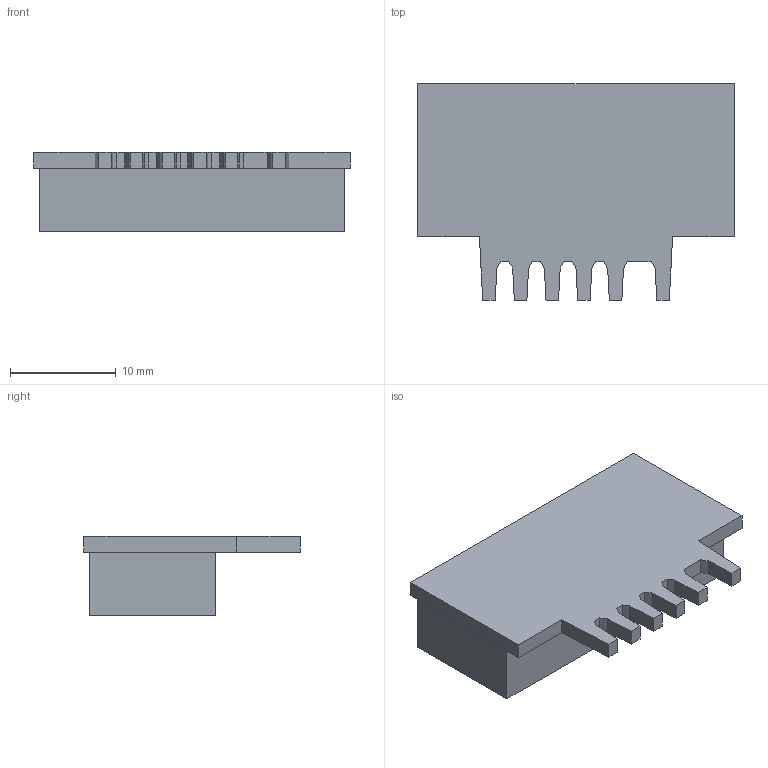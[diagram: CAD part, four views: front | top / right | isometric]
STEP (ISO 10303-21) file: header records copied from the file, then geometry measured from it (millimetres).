
FILE_DESCRIPTION (( 'STEP AP214' ), '1' );
FILE_NAME ('battery_board.STEP', '2014-09-29T03:16:46', ( '' ), ( '' ), 'SwSTEP 2.0', 'SolidWorks 2012', '' );
FILE_SCHEMA (( 'AUTOMOTIVE_DESIGN' ));
Length unit declared in the file: millimetre
Products named in the file (1): battery_board
Bounding box: 30 x 20.5 x 7.5 mm (x, y, z)
Volume: 2851.3 mm3; surface area: 1708.7 mm2
Topology: 1 solids, 1 shells, 45 faces, 126 edges, 84 vertices
Faces by surface type: plane 45
Entity records: 1509 total; most frequent: CARTESIAN_POINT 256, ORIENTED_EDGE 252, DIRECTION 218, LINE 126, VECTOR 126, EDGE_CURVE 126, VERTEX_POINT 84, AXIS2_PLACEMENT_3D 46
